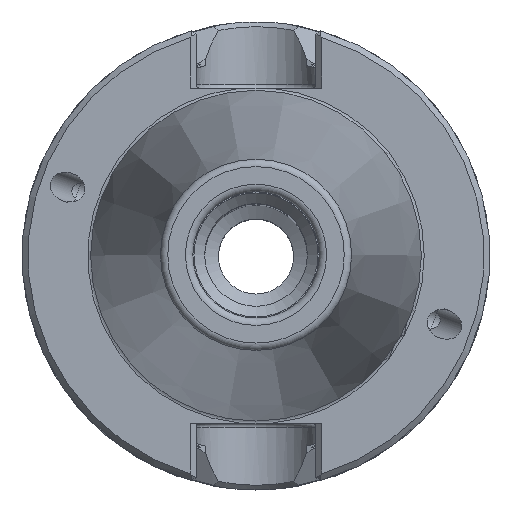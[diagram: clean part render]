
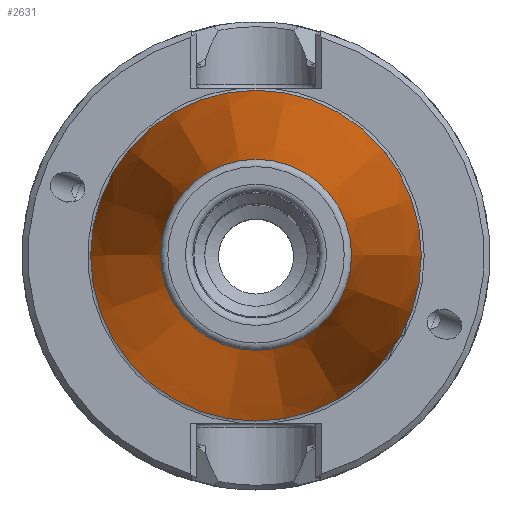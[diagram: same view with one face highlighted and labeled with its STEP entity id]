
A CAD part, top view. The second image highlights one B-rep face of the part: STEP entity #2631.
In plain terms, the highlighted conical face has half-angle 8.297 degrees and reference radius 12.871 mm.
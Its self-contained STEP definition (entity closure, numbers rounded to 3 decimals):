
#198=CONICAL_SURFACE('',#2793,12.871,0.145);
#248=CIRCLE('',#2788,12.871);
#251=CIRCLE('',#2794,22.268);
#409=ORIENTED_EDGE('',*,*,#848,.T.);
#410=ORIENTED_EDGE('',*,*,#844,.F.);
#844=EDGE_CURVE('',#1075,#1075,#248,.T.);
#848=EDGE_CURVE('',#1080,#1080,#251,.T.);
#1075=VERTEX_POINT('',#3624);
#1080=VERTEX_POINT('',#3650);
#1332=EDGE_LOOP('',(#409));
#1333=EDGE_LOOP('',(#410));
#1535=FACE_BOUND('',#1332,.T.);
#1536=FACE_BOUND('',#1333,.T.);
#2631=ADVANCED_FACE('',(#1535,#1536),#198,.T.);
#2788=AXIS2_PLACEMENT_3D('',#3623,#3080,#3081);
#2793=AXIS2_PLACEMENT_3D('',#3648,#3090,#3091);
#2794=AXIS2_PLACEMENT_3D('',#3649,#3092,#3093);
#3080=DIRECTION('',(0.,0.,1.));
#3081=DIRECTION('',(1.,0.,0.));
#3090=DIRECTION('',(0.,0.,-1.));
#3091=DIRECTION('',(-1.,0.,0.));
#3092=DIRECTION('',(0.,0.,1.));
#3093=DIRECTION('',(1.,0.,0.));
#3623=CARTESIAN_POINT('',(0.,0.,64.544));
#3624=CARTESIAN_POINT('',(12.871,0.,64.544));
#3648=CARTESIAN_POINT('',(0.,0.,64.544));
#3649=CARTESIAN_POINT('',(0.,0.,0.106));
#3650=CARTESIAN_POINT('',(22.268,0.,0.106));
